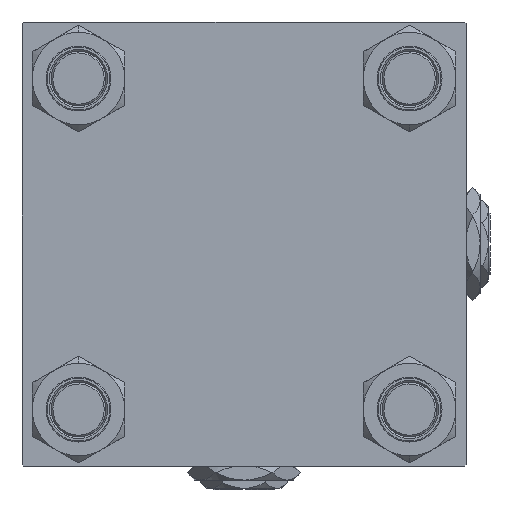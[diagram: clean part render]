
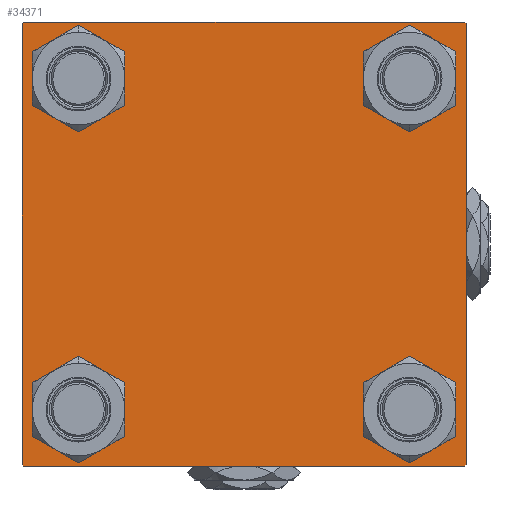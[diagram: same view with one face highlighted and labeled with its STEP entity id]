
A CAD part, left-side view. The second image highlights one B-rep face of the part: STEP entity #34371.
In plain terms, the highlighted planar face has unit normal (-1, 0, 0).
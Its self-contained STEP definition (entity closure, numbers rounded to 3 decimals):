
#9 = CARTESIAN_POINT ( 'NONE',  ( 0., -65., 65. ) ) ;
#119 = CIRCLE ( 'NONE', #32537, 8.5 ) ;
#138 = EDGE_CURVE ( 'NONE', #39058, #34419, #8715, .T. ) ;
#520 = CARTESIAN_POINT ( 'NONE',  ( 0., -48.45, -39.95 ) ) ;
#1163 = CIRCLE ( 'NONE', #42917, 8.5 ) ;
#1307 = CARTESIAN_POINT ( 'NONE',  ( 0., 48.45, 48.45 ) ) ;
#1487 = DIRECTION ( 'NONE',  ( 1., 0., 0. ) ) ;
#1643 = DIRECTION ( 'NONE',  ( 0., 0., 1. ) ) ;
#1907 = CARTESIAN_POINT ( 'NONE',  ( 0., 48.45, -48.45 ) ) ;
#2871 = EDGE_CURVE ( 'NONE', #27340, #49349, #11771, .T. ) ;
#3197 = VECTOR ( 'NONE', #10476, 1000. ) ;
#3292 = ORIENTED_EDGE ( 'NONE', *, *, #43423, .T. ) ;
#3507 = DIRECTION ( 'NONE',  ( 0., 0., 1. ) ) ;
#3909 = CIRCLE ( 'NONE', #49933, 8.5 ) ;
#4107 = CARTESIAN_POINT ( 'NONE',  ( 0., 48.45, -56.95 ) ) ;
#4300 = EDGE_CURVE ( 'NONE', #23808, #17760, #1163, .T. ) ;
#4438 = AXIS2_PLACEMENT_3D ( 'NONE', #39255, #21462, #37483 ) ;
#4513 = DIRECTION ( 'NONE',  ( -1., 0., 0. ) ) ;
#4852 = CARTESIAN_POINT ( 'NONE',  ( 0., -64.5, 65. ) ) ;
#5094 = VERTEX_POINT ( 'NONE', #12082 ) ;
#5159 = AXIS2_PLACEMENT_3D ( 'NONE', #1907, #21943, #1643 ) ;
#5566 = FACE_BOUND ( 'NONE', #32724, .T. ) ;
#6434 = EDGE_CURVE ( 'NONE', #5094, #50885, #3909, .T. ) ;
#8715 = CIRCLE ( 'NONE', #4438, 8.5 ) ;
#8736 = CARTESIAN_POINT ( 'NONE',  ( 0., 64.5, 65. ) ) ;
#8792 = VECTOR ( 'NONE', #49111, 1000. ) ;
#9319 = DIRECTION ( 'NONE',  ( 1., 0., 0. ) ) ;
#9513 = CARTESIAN_POINT ( 'NONE',  ( 0., -48.45, 56.95 ) ) ;
#9782 = VECTOR ( 'NONE', #37703, 1000. ) ;
#9843 = DIRECTION ( 'NONE',  ( 0., 0., 1. ) ) ;
#10198 = VERTEX_POINT ( 'NONE', #38266 ) ;
#10469 = LINE ( 'NONE', #47021, #35867 ) ;
#10476 = DIRECTION ( 'NONE',  ( 0., 0.707, 0.707 ) ) ;
#10744 = CARTESIAN_POINT ( 'NONE',  ( 0., 48.45, -48.45 ) ) ;
#10817 = VECTOR ( 'NONE', #42726, 1000. ) ;
#11365 = EDGE_CURVE ( 'NONE', #43660, #37741, #33937, .T. ) ;
#11669 = LINE ( 'NONE', #36479, #33601 ) ;
#11771 = LINE ( 'NONE', #9, #8792 ) ;
#12082 = CARTESIAN_POINT ( 'NONE',  ( 0., 48.45, 39.95 ) ) ;
#12284 = AXIS2_PLACEMENT_3D ( 'NONE', #51195, #9319, #13590 ) ;
#12950 = VERTEX_POINT ( 'NONE', #47923 ) ;
#13359 = EDGE_LOOP ( 'NONE', ( #28695, #52494 ) ) ;
#13580 = FACE_BOUND ( 'NONE', #21775, .T. ) ;
#13590 = DIRECTION ( 'NONE',  ( 0., 0., 1. ) ) ;
#14093 = EDGE_LOOP ( 'NONE', ( #3292, #38510 ) ) ;
#14337 = VERTEX_POINT ( 'NONE', #31656 ) ;
#14795 = CARTESIAN_POINT ( 'NONE',  ( 0., 48.45, 56.95 ) ) ;
#14930 = LINE ( 'NONE', #31190, #9782 ) ;
#15005 = DIRECTION ( 'NONE',  ( 0., -1., 0. ) ) ;
#15048 = DIRECTION ( 'NONE',  ( 0., 0.707, -0.707 ) ) ;
#15832 = CARTESIAN_POINT ( 'NONE',  ( 0., 64.75, 64.75 ) ) ;
#15881 = VERTEX_POINT ( 'NONE', #41387 ) ;
#16106 = ORIENTED_EDGE ( 'NONE', *, *, #11365, .F. ) ;
#16436 = CARTESIAN_POINT ( 'NONE',  ( 0., 64.75, -64.75 ) ) ;
#16704 = LINE ( 'NONE', #16436, #29851 ) ;
#17007 = DIRECTION ( 'NONE',  ( 0., 0., 1. ) ) ;
#17092 = CIRCLE ( 'NONE', #5159, 8.5 ) ;
#17550 = CARTESIAN_POINT ( 'NONE',  ( 0., 48.45, 48.45 ) ) ;
#17760 = VERTEX_POINT ( 'NONE', #4107 ) ;
#18021 = CARTESIAN_POINT ( 'NONE',  ( 0., 48.45, -39.95 ) ) ;
#18124 = DIRECTION ( 'NONE',  ( 1., 0., 0. ) ) ;
#19675 = EDGE_CURVE ( 'NONE', #12950, #10198, #16704, .T. ) ;
#20608 = DIRECTION ( 'NONE',  ( 0., 0., 1. ) ) ;
#21140 = EDGE_CURVE ( 'NONE', #10198, #41053, #10469, .T. ) ;
#21462 = DIRECTION ( 'NONE',  ( 1., 0., 0. ) ) ;
#21594 = DIRECTION ( 'NONE',  ( 0., 0., 1. ) ) ;
#21775 = EDGE_LOOP ( 'NONE', ( #46361, #42038 ) ) ;
#21943 = DIRECTION ( 'NONE',  ( 1., 0., 0. ) ) ;
#22034 = ORIENTED_EDGE ( 'NONE', *, *, #19675, .T. ) ;
#23112 = EDGE_CURVE ( 'NONE', #17760, #23808, #17092, .T. ) ;
#23683 = ORIENTED_EDGE ( 'NONE', *, *, #26483, .T. ) ;
#23808 = VERTEX_POINT ( 'NONE', #18021 ) ;
#24081 = CARTESIAN_POINT ( 'NONE',  ( 0., -48.45, 48.45 ) ) ;
#24491 = CARTESIAN_POINT ( 'NONE',  ( 0., -65., -64.5 ) ) ;
#25294 = CARTESIAN_POINT ( 'NONE',  ( 0., -48.45, -56.95 ) ) ;
#26483 = EDGE_CURVE ( 'NONE', #50885, #5094, #119, .T. ) ;
#27340 = VERTEX_POINT ( 'NONE', #40076 ) ;
#27898 = DIRECTION ( 'NONE',  ( 0., -0.707, -0.707 ) ) ;
#27930 = DIRECTION ( 'NONE',  ( 0., 0., -1. ) ) ;
#28695 = ORIENTED_EDGE ( 'NONE', *, *, #4300, .T. ) ;
#29049 = ORIENTED_EDGE ( 'NONE', *, *, #52538, .T. ) ;
#29058 = CARTESIAN_POINT ( 'NONE',  ( 0., 0., 0. ) ) ;
#29460 = ORIENTED_EDGE ( 'NONE', *, *, #2871, .F. ) ;
#29728 = ORIENTED_EDGE ( 'NONE', *, *, #21140, .T. ) ;
#29833 = PLANE ( 'NONE',  #37613 ) ;
#29851 = VECTOR ( 'NONE', #27898, 1000. ) ;
#30707 = CARTESIAN_POINT ( 'NONE',  ( 0., 65., 65. ) ) ;
#31190 = CARTESIAN_POINT ( 'NONE',  ( 0., -64.75, -64.75 ) ) ;
#31656 = CARTESIAN_POINT ( 'NONE',  ( 0., -48.45, 39.95 ) ) ;
#32537 = AXIS2_PLACEMENT_3D ( 'NONE', #17550, #50616, #33812 ) ;
#32715 = ORIENTED_EDGE ( 'NONE', *, *, #6434, .T. ) ;
#32724 = EDGE_LOOP ( 'NONE', ( #23683, #32715 ) ) ;
#32735 = CIRCLE ( 'NONE', #12284, 8.5 ) ;
#33524 = ORIENTED_EDGE ( 'NONE', *, *, #49880, .T. ) ;
#33528 = AXIS2_PLACEMENT_3D ( 'NONE', #34048, #1487, #17007 ) ;
#33601 = VECTOR ( 'NONE', #27930, 1000. ) ;
#33812 = DIRECTION ( 'NONE',  ( 0., 0., 1. ) ) ;
#33937 = LINE ( 'NONE', #30707, #10817 ) ;
#34048 = CARTESIAN_POINT ( 'NONE',  ( 0., -48.45, -48.45 ) ) ;
#34065 = EDGE_CURVE ( 'NONE', #14337, #43748, #44426, .T. ) ;
#34371 = ADVANCED_FACE ( 'NONE', ( #50133, #13580, #49607, #5566, #41622 ), #29833, .T. ) ;
#34419 = VERTEX_POINT ( 'NONE', #520 ) ;
#34635 = ORIENTED_EDGE ( 'NONE', *, *, #45209, .T. ) ;
#35867 = VECTOR ( 'NONE', #15005, 1000. ) ;
#36085 = CIRCLE ( 'NONE', #33528, 8.5 ) ;
#36361 = DIRECTION ( 'NONE',  ( 1., 0., 0. ) ) ;
#36479 = CARTESIAN_POINT ( 'NONE',  ( 0., 65., 65. ) ) ;
#36734 = EDGE_LOOP ( 'NONE', ( #38316, #22034, #29728, #34635, #29460, #29049, #16106, #33524 ) ) ;
#36768 = AXIS2_PLACEMENT_3D ( 'NONE', #24081, #36361, #20608 ) ;
#37483 = DIRECTION ( 'NONE',  ( 0., 0., 1. ) ) ;
#37613 = AXIS2_PLACEMENT_3D ( 'NONE', #29058, #4513, #21594 ) ;
#37703 = DIRECTION ( 'NONE',  ( 0., -0.707, 0.707 ) ) ;
#37741 = VERTEX_POINT ( 'NONE', #4852 ) ;
#38266 = CARTESIAN_POINT ( 'NONE',  ( 0., 64.5, -65. ) ) ;
#38316 = ORIENTED_EDGE ( 'NONE', *, *, #40965, .T. ) ;
#38510 = ORIENTED_EDGE ( 'NONE', *, *, #34065, .T. ) ;
#39058 = VERTEX_POINT ( 'NONE', #25294 ) ;
#39255 = CARTESIAN_POINT ( 'NONE',  ( 0., -48.45, -48.45 ) ) ;
#40076 = CARTESIAN_POINT ( 'NONE',  ( 0., -65., 64.5 ) ) ;
#40965 = EDGE_CURVE ( 'NONE', #15881, #12950, #11669, .T. ) ;
#41053 = VERTEX_POINT ( 'NONE', #52479 ) ;
#41387 = CARTESIAN_POINT ( 'NONE',  ( 0., 65., 64.5 ) ) ;
#41622 = FACE_OUTER_BOUND ( 'NONE', #36734, .T. ) ;
#42036 = EDGE_CURVE ( 'NONE', #34419, #39058, #36085, .T. ) ;
#42038 = ORIENTED_EDGE ( 'NONE', *, *, #138, .T. ) ;
#42726 = DIRECTION ( 'NONE',  ( 0., -1., 0. ) ) ;
#42917 = AXIS2_PLACEMENT_3D ( 'NONE', #10744, #43555, #3507 ) ;
#43423 = EDGE_CURVE ( 'NONE', #43748, #14337, #32735, .T. ) ;
#43555 = DIRECTION ( 'NONE',  ( 1., 0., 0. ) ) ;
#43660 = VERTEX_POINT ( 'NONE', #8736 ) ;
#43748 = VERTEX_POINT ( 'NONE', #9513 ) ;
#44082 = LINE ( 'NONE', #51816, #3197 ) ;
#44426 = CIRCLE ( 'NONE', #36768, 8.5 ) ;
#45209 = EDGE_CURVE ( 'NONE', #41053, #49349, #14930, .T. ) ;
#46361 = ORIENTED_EDGE ( 'NONE', *, *, #42036, .T. ) ;
#47021 = CARTESIAN_POINT ( 'NONE',  ( 0., 65., -65. ) ) ;
#47923 = CARTESIAN_POINT ( 'NONE',  ( 0., 65., -64.5 ) ) ;
#48380 = LINE ( 'NONE', #15832, #51694 ) ;
#49111 = DIRECTION ( 'NONE',  ( 0., 0., -1. ) ) ;
#49349 = VERTEX_POINT ( 'NONE', #24491 ) ;
#49607 = FACE_BOUND ( 'NONE', #13359, .T. ) ;
#49880 = EDGE_CURVE ( 'NONE', #43660, #15881, #48380, .T. ) ;
#49933 = AXIS2_PLACEMENT_3D ( 'NONE', #1307, #18124, #9843 ) ;
#50133 = FACE_BOUND ( 'NONE', #14093, .T. ) ;
#50616 = DIRECTION ( 'NONE',  ( 1., 0., 0. ) ) ;
#50885 = VERTEX_POINT ( 'NONE', #14795 ) ;
#51195 = CARTESIAN_POINT ( 'NONE',  ( 0., -48.45, 48.45 ) ) ;
#51694 = VECTOR ( 'NONE', #15048, 1000. ) ;
#51816 = CARTESIAN_POINT ( 'NONE',  ( 0., -64.75, 64.75 ) ) ;
#52479 = CARTESIAN_POINT ( 'NONE',  ( 0., -64.5, -65. ) ) ;
#52494 = ORIENTED_EDGE ( 'NONE', *, *, #23112, .T. ) ;
#52538 = EDGE_CURVE ( 'NONE', #27340, #37741, #44082, .T. ) ;
